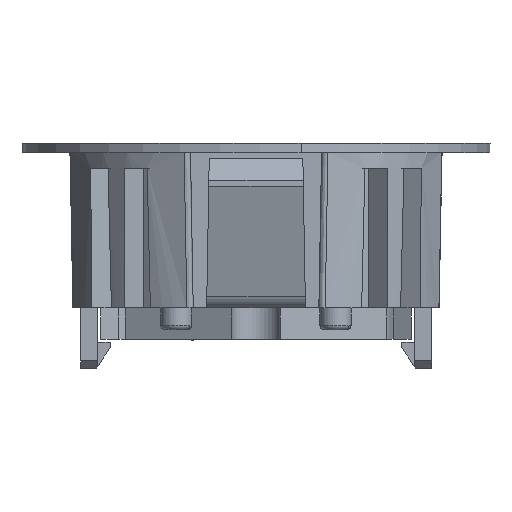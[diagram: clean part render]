
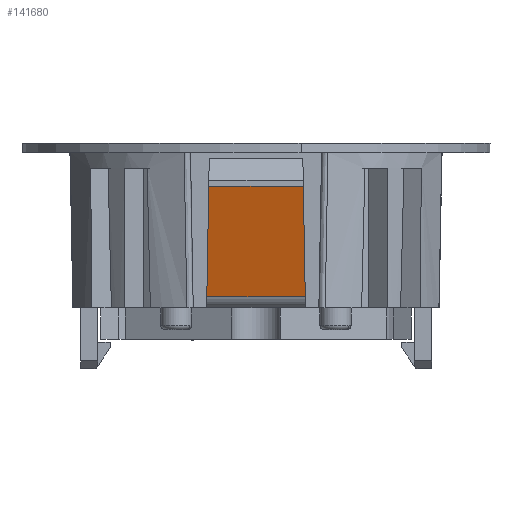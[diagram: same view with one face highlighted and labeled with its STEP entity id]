
A CAD part, front view. The second image highlights one B-rep face of the part: STEP entity #141680.
In plain terms, the highlighted face is planar.
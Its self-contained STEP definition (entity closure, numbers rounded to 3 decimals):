
#134560=CARTESIAN_POINT('',(3.038,-37.3,
47.653));
#134570=VERTEX_POINT('',#134560);
#134620=CARTESIAN_POINT('',(-8.107,-37.3,
47.653));
#134630=DIRECTION('',(-1.,0.,
0.));
#134640=VECTOR('',#134630,1.);
#134650=LINE('',#134620,#134640);
#134660=CARTESIAN_POINT('',(-3.024,-37.3,
47.653));
#134670=VERTEX_POINT('',#134660);
#134680=EDGE_CURVE('',#134570,#134670,#134650,.T.);
#135360=CARTESIAN_POINT('',(-2.942,-41.95,
46.311));
#135370=DIRECTION('',(-0.017,0.961,
0.277));
#135380=VECTOR('',#135370,1.);
#135390=LINE('',#135360,#135380);
#135400=CARTESIAN_POINT('',(-3.147,-30.223,
49.694));
#135410=VERTEX_POINT('',#135400);
#135420=EDGE_CURVE('',#134670,#135410,#135390,.T.);
#139950=CARTESIAN_POINT('',(3.161,-30.223,
49.694));
#139960=VERTEX_POINT('',#139950);
#139990=CARTESIAN_POINT('',(2.956,-41.95,
46.311));
#140000=DIRECTION('',(0.017,0.961,
0.277));
#140010=VECTOR('',#140000,1.);
#140020=LINE('',#139990,#140010);
#140030=EDGE_CURVE('',#134570,#139960,#140020,.T.);
#140950=CARTESIAN_POINT('',(-6.374,-30.223,
49.694));
#140960=DIRECTION('',(-1.,0.,
0.));
#140970=VECTOR('',#140960,1.);
#140980=LINE('',#140950,#140970);
#140990=EDGE_CURVE('',#139960,#135410,#140980,.T.);
#141570=CARTESIAN_POINT('',(0.007,-29.5,
49.903));
#141580=DIRECTION('',(0.,-0.277,
0.961));
#141590=DIRECTION('',(0.,0.961,
0.277));
#141600=AXIS2_PLACEMENT_3D('',#141570,#141580,#141590);
#141610=PLANE('',#141600);
#141620=ORIENTED_EDGE('',*,*,#140030,.F.);
#141630=ORIENTED_EDGE('',*,*,#140990,.F.);
#141640=ORIENTED_EDGE('',*,*,#135420,.T.);
#141650=ORIENTED_EDGE('',*,*,#134680,.T.);
#141660=EDGE_LOOP('',(#141650,#141640,#141630,#141620));
#141670=FACE_OUTER_BOUND('',#141660,.T.);
#141680=ADVANCED_FACE('',(#141670),#141610,.F.);
